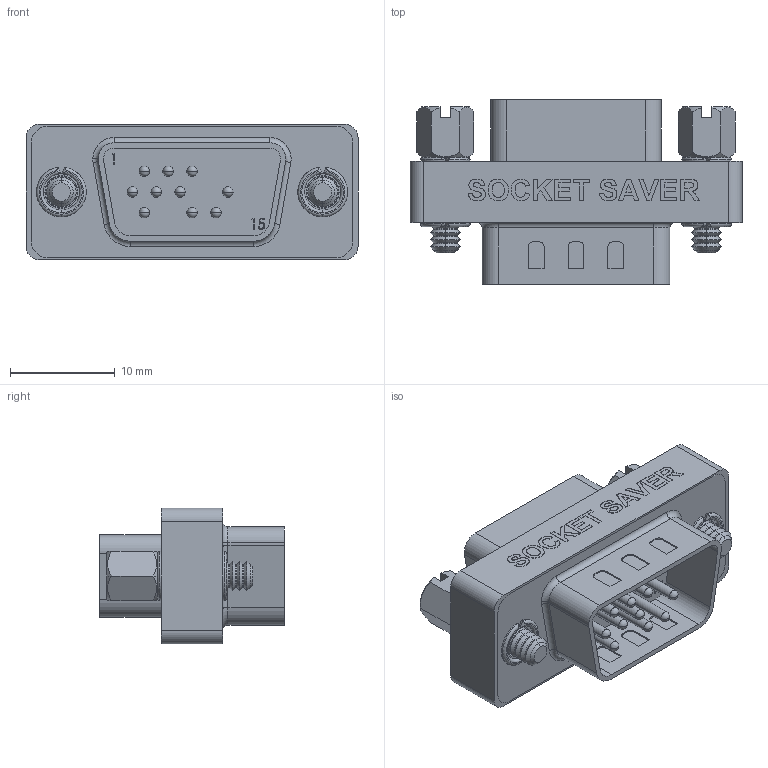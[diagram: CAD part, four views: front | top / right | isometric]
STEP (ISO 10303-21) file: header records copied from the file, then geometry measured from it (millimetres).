
FILE_DESCRIPTION (( 'STEP AP203' ), '1' );
FILE_NAME ('DGBV15MF.STEP', '2006-06-23T18:38:50', ( 'lcom' ), ( 'lcom' ), 'SwSTEP 2.0', 'SolidWorks 2006004', '' );
FILE_SCHEMA (( 'CONFIG_CONTROL_DESIGN' ));
Length unit declared in the file: inch
Products named in the file (5): SDH15S_Without Mounting Flange and Solder Cups; SDH15P_DMA100MM; 3AA05-002; DGBV15MF; DGBV15MF-MA1
Assembly tree (5 placements, depth 2):
  DGBV15MF
    SDH15S_Without Mounting Flange and Solder Cups
    DGBV15MF-MA1
    SDH15P_DMA100MM
    3AA05-002  x2
Bounding box: 31.75 x 17.65 x 12.95 mm (x, y, z)
Volume: 3719.8 mm3; surface area: 4242.8 mm2
Topology: 5 solids, 5 shells, 722 faces, 1831 edges, 1171 vertices
Faces by surface type: plane 332, cylinder 166, bspline 119, cone 56, sphere 32, torus 17
Entity records: 30698 total; most frequent: CARTESIAN_POINT 14938, ORIENTED_EDGE 3282, DIRECTION 2853, EDGE_CURVE 1641, VERTEX_POINT 1068, VECTOR 1011, LINE 1011, AXIS2_PLACEMENT_3D 921
